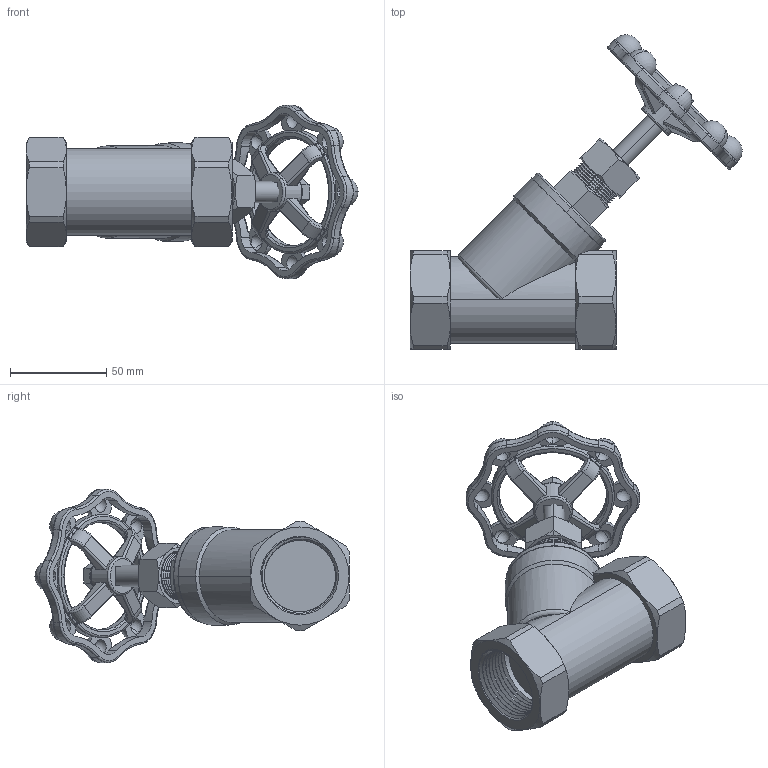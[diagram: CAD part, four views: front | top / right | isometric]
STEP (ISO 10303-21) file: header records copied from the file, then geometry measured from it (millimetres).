
FILE_DESCRIPTION (( 'STEP AP203' ), '1' );
FILE_NAME ('YGB-12.STEP', '2020-10-12T02:40:00', ( '' ), ( '' ), 'SwSTEP 2.0', 'SolidWorks 2020', '' );
FILE_SCHEMA (( 'CONFIG_CONTROL_DESIGN' ));
Length unit declared in the file: millimetre
Products named in the file (9): GBC-15; YGB-12; YGBS-12; GN-03; GL-03; HW-04; WA-02; PCB-12; M8Nut
Assembly tree (8 placements, depth 2):
  YGB-12
    PCB-12
    GBC-15
    GL-03
    GN-03
    YGBS-12
    HW-04
    WA-02
    M8Nut
Bounding box: 172.41 x 163.09 x 90 mm (x, y, z)
Volume: 294548.8 mm3; surface area: 83228.2 mm2
Topology: 8 solids, 8 shells, 749 faces, 2104 edges, 1322 vertices
Faces by surface type: cylinder 306, plane 142, cone 111, torus 101, bspline 57, sphere 32
Entity records: 44169 total; most frequent: CARTESIAN_POINT 25980, ORIENTED_EDGE 4048, DIRECTION 3333, EDGE_CURVE 2024, AXIS2_PLACEMENT_3D 1420, VERTEX_POINT 1290, EDGE_LOOP 784, FACE_OUTER_BOUND 749
